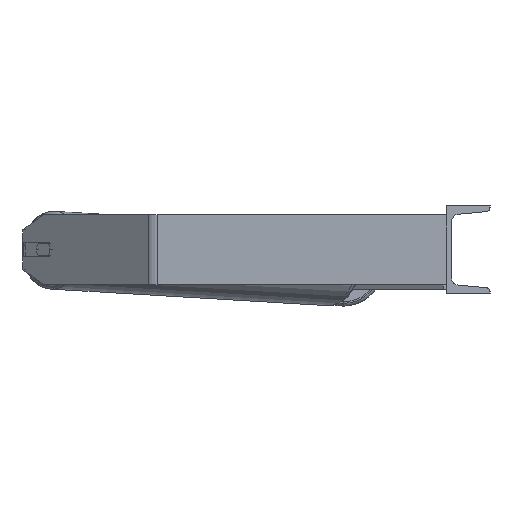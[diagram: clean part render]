
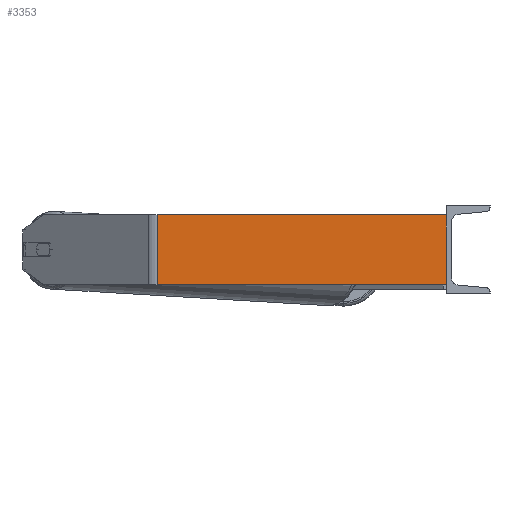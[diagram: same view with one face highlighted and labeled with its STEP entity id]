
A CAD part, left-side view. The second image highlights one B-rep face of the part: STEP entity #3353.
In plain terms, the highlighted planar face has unit normal (-1, 0, 0).
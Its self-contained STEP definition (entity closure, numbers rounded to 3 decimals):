
#192 = DIRECTION ( 'NONE',  ( 0., -1., 0. ) ) ;
#348 = DIRECTION ( 'NONE',  ( 0., 1., 0. ) ) ;
#382 = EDGE_LOOP ( 'NONE', ( #426, #8613, #4921, #4519 ) ) ;
#426 = ORIENTED_EDGE ( 'NONE', *, *, #1186, .T. ) ;
#446 = DIRECTION ( 'NONE',  ( 0., 0., -1. ) ) ;
#947 = CARTESIAN_POINT ( 'NONE',  ( -785., 335.902, 40. ) ) ;
#956 = DIRECTION ( 'NONE',  ( 0., 0., -1. ) ) ;
#1109 = VECTOR ( 'NONE', #446, 1000. ) ;
#1147 = LINE ( 'NONE', #5913, #1109 ) ;
#1186 = EDGE_CURVE ( 'NONE', #2251, #4751, #3664, .T. ) ;
#1551 = LINE ( 'NONE', #7865, #6644 ) ;
#1721 = FACE_OUTER_BOUND ( 'NONE', #382, .T. ) ;
#2251 = VERTEX_POINT ( 'NONE', #7924 ) ;
#2254 = CARTESIAN_POINT ( 'NONE',  ( -785., 335.902, -40. ) ) ;
#3353 = ADVANCED_FACE ( 'NONE', ( #1721 ), #5894, .F. ) ;
#3664 = LINE ( 'NONE', #2254, #8586 ) ;
#3753 = CARTESIAN_POINT ( 'NONE',  ( -785., 0., -40. ) ) ;
#4371 = VERTEX_POINT ( 'NONE', #7714 ) ;
#4519 = ORIENTED_EDGE ( 'NONE', *, *, #5114, .T. ) ;
#4751 = VERTEX_POINT ( 'NONE', #3753 ) ;
#4921 = ORIENTED_EDGE ( 'NONE', *, *, #7569, .F. ) ;
#5114 = EDGE_CURVE ( 'NONE', #6803, #2251, #1551, .T. ) ;
#5485 = LINE ( 'NONE', #7312, #6687 ) ;
#5549 = EDGE_CURVE ( 'NONE', #4371, #4751, #1147, .T. ) ;
#5809 = DIRECTION ( 'NONE',  ( 1., 0., 0. ) ) ;
#5894 = PLANE ( 'NONE',  #8474 ) ;
#5913 = CARTESIAN_POINT ( 'NONE',  ( -785., 0., 40. ) ) ;
#6644 = VECTOR ( 'NONE', #956, 1000. ) ;
#6687 = VECTOR ( 'NONE', #8891, 1000. ) ;
#6803 = VERTEX_POINT ( 'NONE', #8987 ) ;
#7312 = CARTESIAN_POINT ( 'NONE',  ( -785., 335.902, 40. ) ) ;
#7569 = EDGE_CURVE ( 'NONE', #6803, #4371, #5485, .T. ) ;
#7714 = CARTESIAN_POINT ( 'NONE',  ( -785., 0., 40. ) ) ;
#7865 = CARTESIAN_POINT ( 'NONE',  ( -785., 330.079, 40. ) ) ;
#7924 = CARTESIAN_POINT ( 'NONE',  ( -785., 330.079, -40. ) ) ;
#8474 = AXIS2_PLACEMENT_3D ( 'NONE', #947, #5809, #348 ) ;
#8586 = VECTOR ( 'NONE', #192, 1000. ) ;
#8613 = ORIENTED_EDGE ( 'NONE', *, *, #5549, .F. ) ;
#8891 = DIRECTION ( 'NONE',  ( 0., -1., 0. ) ) ;
#8987 = CARTESIAN_POINT ( 'NONE',  ( -785., 330.079, 40. ) ) ;
